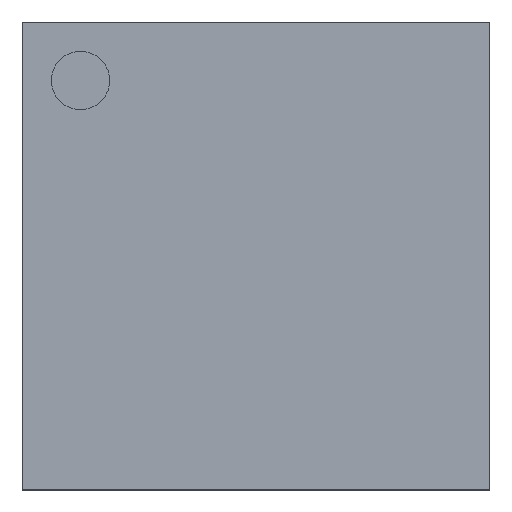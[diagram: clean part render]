
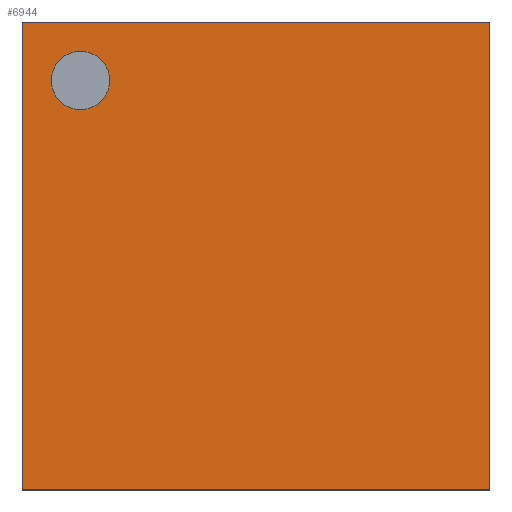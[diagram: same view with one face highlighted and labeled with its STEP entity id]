
A CAD part, top view. The second image highlights one B-rep face of the part: STEP entity #6944.
In plain terms, the highlighted planar face has unit normal (0, 0, 1).
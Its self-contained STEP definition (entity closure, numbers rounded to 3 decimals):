
#6755 = VERTEX_POINT('',#6756);
#6756 = CARTESIAN_POINT('',(-6.,-6.,1.45));
#6763 = PLANE('',#6764);
#6764 = AXIS2_PLACEMENT_3D('',#6765,#6766,#6767);
#6765 = CARTESIAN_POINT('',(-6.,-6.,0.45));
#6766 = DIRECTION('',(1.,0.,0.));
#6767 = DIRECTION('',(0.,0.,1.));
#6775 = PLANE('',#6776);
#6776 = AXIS2_PLACEMENT_3D('',#6777,#6778,#6779);
#6777 = CARTESIAN_POINT('',(-6.,-6.,0.45));
#6778 = DIRECTION('',(0.,1.,0.));
#6779 = DIRECTION('',(0.,0.,1.));
#6816 = VERTEX_POINT('',#6817);
#6817 = CARTESIAN_POINT('',(-6.,6.,1.45));
#6831 = PLANE('',#6832);
#6832 = AXIS2_PLACEMENT_3D('',#6833,#6834,#6835);
#6833 = CARTESIAN_POINT('',(-6.,6.,0.45));
#6834 = DIRECTION('',(0.,1.,0.));
#6835 = DIRECTION('',(0.,0.,1.));
#6843 = EDGE_CURVE('',#6755,#6816,#6844,.T.);
#6844 = SURFACE_CURVE('',#6845,(#6849,#6856),.PCURVE_S1.);
#6845 = LINE('',#6846,#6847);
#6846 = CARTESIAN_POINT('',(-6.,-6.,1.45));
#6847 = VECTOR('',#6848,1.);
#6848 = DIRECTION('',(0.,1.,0.));
#6849 = PCURVE('',#6763,#6850);
#6850 = DEFINITIONAL_REPRESENTATION('',(#6851),#6855);
#6851 = LINE('',#6852,#6853);
#6852 = CARTESIAN_POINT('',(1.,0.));
#6853 = VECTOR('',#6854,1.);
#6854 = DIRECTION('',(0.,-1.));
#6855 = ( GEOMETRIC_REPRESENTATION_CONTEXT(2) 
PARAMETRIC_REPRESENTATION_CONTEXT() REPRESENTATION_CONTEXT('2D SPACE',''
  ) );
#6856 = PCURVE('',#6857,#6862);
#6857 = PLANE('',#6858);
#6858 = AXIS2_PLACEMENT_3D('',#6859,#6860,#6861);
#6859 = CARTESIAN_POINT('',(-6.,-6.,1.45));
#6860 = DIRECTION('',(0.,0.,1.));
#6861 = DIRECTION('',(1.,0.,0.));
#6862 = DEFINITIONAL_REPRESENTATION('',(#6863),#6867);
#6863 = LINE('',#6864,#6865);
#6864 = CARTESIAN_POINT('',(0.,0.));
#6865 = VECTOR('',#6866,1.);
#6866 = DIRECTION('',(0.,1.));
#6867 = ( GEOMETRIC_REPRESENTATION_CONTEXT(2) 
PARAMETRIC_REPRESENTATION_CONTEXT() REPRESENTATION_CONTEXT('2D SPACE',''
  ) );
#6896 = EDGE_CURVE('',#6755,#6897,#6899,.T.);
#6897 = VERTEX_POINT('',#6898);
#6898 = CARTESIAN_POINT('',(6.,-6.,1.45));
#6899 = SURFACE_CURVE('',#6900,(#6904,#6911),.PCURVE_S1.);
#6900 = LINE('',#6901,#6902);
#6901 = CARTESIAN_POINT('',(-6.,-6.,1.45));
#6902 = VECTOR('',#6903,1.);
#6903 = DIRECTION('',(1.,0.,0.));
#6904 = PCURVE('',#6775,#6905);
#6905 = DEFINITIONAL_REPRESENTATION('',(#6906),#6910);
#6906 = LINE('',#6907,#6908);
#6907 = CARTESIAN_POINT('',(1.,0.));
#6908 = VECTOR('',#6909,1.);
#6909 = DIRECTION('',(0.,1.));
#6910 = ( GEOMETRIC_REPRESENTATION_CONTEXT(2) 
PARAMETRIC_REPRESENTATION_CONTEXT() REPRESENTATION_CONTEXT('2D SPACE',''
  ) );
#6911 = PCURVE('',#6857,#6912);
#6912 = DEFINITIONAL_REPRESENTATION('',(#6913),#6917);
#6913 = LINE('',#6914,#6915);
#6914 = CARTESIAN_POINT('',(0.,0.));
#6915 = VECTOR('',#6916,1.);
#6916 = DIRECTION('',(1.,0.));
#6917 = ( GEOMETRIC_REPRESENTATION_CONTEXT(2) 
PARAMETRIC_REPRESENTATION_CONTEXT() REPRESENTATION_CONTEXT('2D SPACE',''
  ) );
#6933 = PLANE('',#6934);
#6934 = AXIS2_PLACEMENT_3D('',#6935,#6936,#6937);
#6935 = CARTESIAN_POINT('',(6.,-6.,0.45));
#6936 = DIRECTION('',(1.,0.,0.));
#6937 = DIRECTION('',(0.,0.,1.));
#6944 = ADVANCED_FACE('',(#6945,#6993),#6857,.T.);
#6945 = FACE_BOUND('',#6946,.T.);
#6946 = EDGE_LOOP('',(#6947,#6948,#6949,#6972));
#6947 = ORIENTED_EDGE('',*,*,#6843,.F.);
#6948 = ORIENTED_EDGE('',*,*,#6896,.T.);
#6949 = ORIENTED_EDGE('',*,*,#6950,.T.);
#6950 = EDGE_CURVE('',#6897,#6951,#6953,.T.);
#6951 = VERTEX_POINT('',#6952);
#6952 = CARTESIAN_POINT('',(6.,6.,1.45));
#6953 = SURFACE_CURVE('',#6954,(#6958,#6965),.PCURVE_S1.);
#6954 = LINE('',#6955,#6956);
#6955 = CARTESIAN_POINT('',(6.,-6.,1.45));
#6956 = VECTOR('',#6957,1.);
#6957 = DIRECTION('',(0.,1.,0.));
#6958 = PCURVE('',#6857,#6959);
#6959 = DEFINITIONAL_REPRESENTATION('',(#6960),#6964);
#6960 = LINE('',#6961,#6962);
#6961 = CARTESIAN_POINT('',(12.,0.));
#6962 = VECTOR('',#6963,1.);
#6963 = DIRECTION('',(0.,1.));
#6964 = ( GEOMETRIC_REPRESENTATION_CONTEXT(2) 
PARAMETRIC_REPRESENTATION_CONTEXT() REPRESENTATION_CONTEXT('2D SPACE',''
  ) );
#6965 = PCURVE('',#6933,#6966);
#6966 = DEFINITIONAL_REPRESENTATION('',(#6967),#6971);
#6967 = LINE('',#6968,#6969);
#6968 = CARTESIAN_POINT('',(1.,0.));
#6969 = VECTOR('',#6970,1.);
#6970 = DIRECTION('',(0.,-1.));
#6971 = ( GEOMETRIC_REPRESENTATION_CONTEXT(2) 
PARAMETRIC_REPRESENTATION_CONTEXT() REPRESENTATION_CONTEXT('2D SPACE',''
  ) );
#6972 = ORIENTED_EDGE('',*,*,#6973,.F.);
#6973 = EDGE_CURVE('',#6816,#6951,#6974,.T.);
#6974 = SURFACE_CURVE('',#6975,(#6979,#6986),.PCURVE_S1.);
#6975 = LINE('',#6976,#6977);
#6976 = CARTESIAN_POINT('',(-6.,6.,1.45));
#6977 = VECTOR('',#6978,1.);
#6978 = DIRECTION('',(1.,0.,0.));
#6979 = PCURVE('',#6857,#6980);
#6980 = DEFINITIONAL_REPRESENTATION('',(#6981),#6985);
#6981 = LINE('',#6982,#6983);
#6982 = CARTESIAN_POINT('',(0.,12.));
#6983 = VECTOR('',#6984,1.);
#6984 = DIRECTION('',(1.,0.));
#6985 = ( GEOMETRIC_REPRESENTATION_CONTEXT(2) 
PARAMETRIC_REPRESENTATION_CONTEXT() REPRESENTATION_CONTEXT('2D SPACE',''
  ) );
#6986 = PCURVE('',#6831,#6987);
#6987 = DEFINITIONAL_REPRESENTATION('',(#6988),#6992);
#6988 = LINE('',#6989,#6990);
#6989 = CARTESIAN_POINT('',(1.,0.));
#6990 = VECTOR('',#6991,1.);
#6991 = DIRECTION('',(0.,1.));
#6992 = ( GEOMETRIC_REPRESENTATION_CONTEXT(2) 
PARAMETRIC_REPRESENTATION_CONTEXT() REPRESENTATION_CONTEXT('2D SPACE',''
  ) );
#6993 = FACE_BOUND('',#6994,.T.);
#6994 = EDGE_LOOP('',(#6995));
#6995 = ORIENTED_EDGE('',*,*,#6996,.F.);
#6996 = EDGE_CURVE('',#6997,#6997,#6999,.T.);
#6997 = VERTEX_POINT('',#6998);
#6998 = CARTESIAN_POINT('',(-3.75,4.5,1.45));
#6999 = SURFACE_CURVE('',#7000,(#7005,#7012),.PCURVE_S1.);
#7000 = CIRCLE('',#7001,0.75);
#7001 = AXIS2_PLACEMENT_3D('',#7002,#7003,#7004);
#7002 = CARTESIAN_POINT('',(-4.5,4.5,1.45));
#7003 = DIRECTION('',(0.,0.,1.));
#7004 = DIRECTION('',(1.,0.,0.));
#7005 = PCURVE('',#6857,#7006);
#7006 = DEFINITIONAL_REPRESENTATION('',(#7007),#7011);
#7007 = CIRCLE('',#7008,0.75);
#7008 = AXIS2_PLACEMENT_2D('',#7009,#7010);
#7009 = CARTESIAN_POINT('',(1.5,10.5));
#7010 = DIRECTION('',(1.,0.));
#7011 = ( GEOMETRIC_REPRESENTATION_CONTEXT(2) 
PARAMETRIC_REPRESENTATION_CONTEXT() REPRESENTATION_CONTEXT('2D SPACE',''
  ) );
#7012 = PCURVE('',#7013,#7018);
#7013 = CYLINDRICAL_SURFACE('',#7014,0.75);
#7014 = AXIS2_PLACEMENT_3D('',#7015,#7016,#7017);
#7015 = CARTESIAN_POINT('',(-4.5,4.5,1.305));
#7016 = DIRECTION('',(0.,0.,1.));
#7017 = DIRECTION('',(1.,0.,0.));
#7018 = DEFINITIONAL_REPRESENTATION('',(#7019),#7023);
#7019 = LINE('',#7020,#7021);
#7020 = CARTESIAN_POINT('',(0.,0.145));
#7021 = VECTOR('',#7022,1.);
#7022 = DIRECTION('',(1.,0.));
#7023 = ( GEOMETRIC_REPRESENTATION_CONTEXT(2) 
PARAMETRIC_REPRESENTATION_CONTEXT() REPRESENTATION_CONTEXT('2D SPACE',''
  ) );
